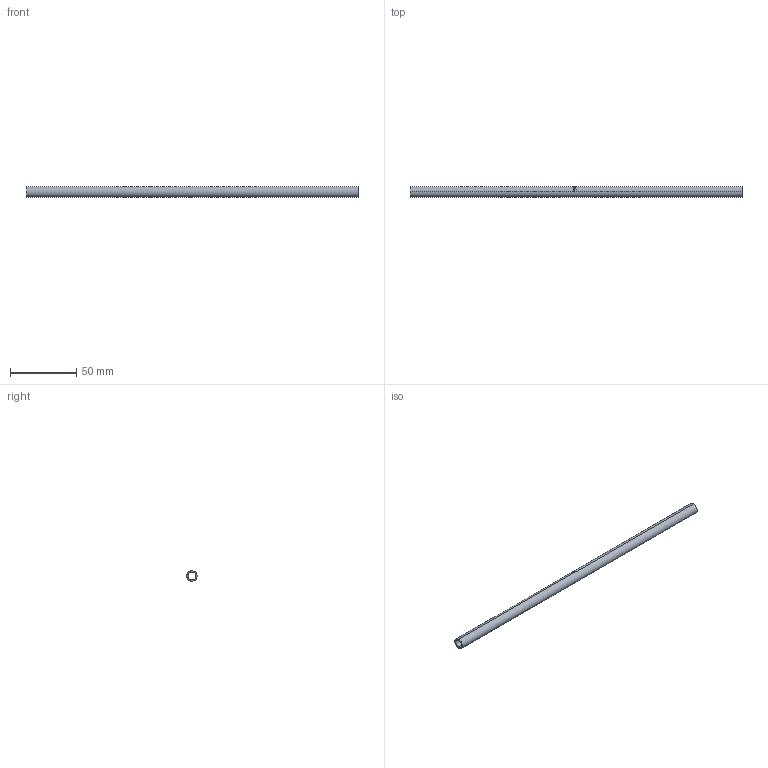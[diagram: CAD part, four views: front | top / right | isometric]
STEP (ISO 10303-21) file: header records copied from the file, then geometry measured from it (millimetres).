
FILE_DESCRIPTION (( 'STEP AP203' ), '1' );
FILE_NAME ('c3ce.STEP', '2022-08-13T13:57:57', ( '' ), ( '' ), 'SwSTEP 2.0', 'SolidWorks 2019', '' );
FILE_SCHEMA (( 'CONFIG_CONTROL_DESIGN' ));
Length unit declared in the file: millimetre
Products named in the file (1): c3ce
Bounding box: 250 x 8 x 8 mm (x, y, z)
Volume: 5496.1 mm3; surface area: 11056.5 mm2
Topology: 1 solids, 1 shells, 89 faces, 234 edges, 156 vertices
Faces by surface type: bspline 42, plane 34, cylinder 13
Entity records: 6442 total; most frequent: CARTESIAN_POINT 4503, ORIENTED_EDGE 468, DIRECTION 242, EDGE_CURVE 234, VERTEX_POINT 156, B_SPLINE_CURVE_WITH_KNOTS 136, EDGE_LOOP 100, AXIS2_PLACEMENT_3D 96
